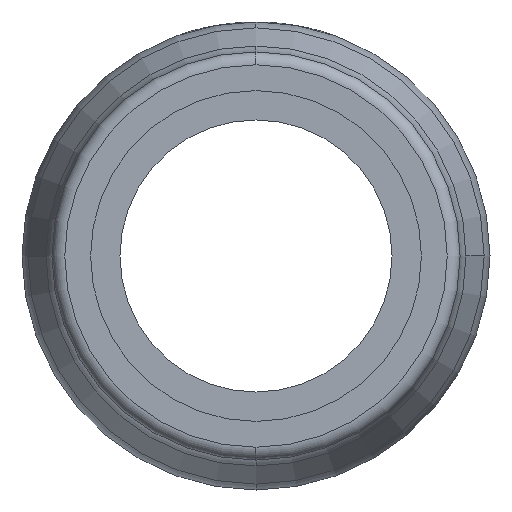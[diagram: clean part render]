
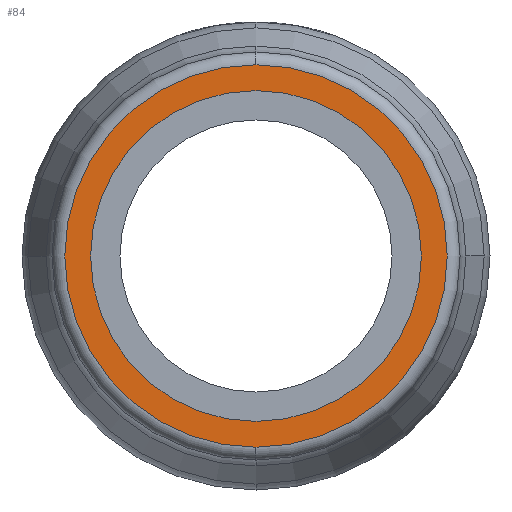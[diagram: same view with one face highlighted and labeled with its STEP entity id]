
A CAD part, left-side view. The second image highlights one B-rep face of the part: STEP entity #84.
In plain terms, the highlighted planar face has unit normal (-1, 0, 0).
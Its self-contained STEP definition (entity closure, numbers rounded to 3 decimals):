
#84=ADVANCED_FACE('',(#181,#182),#183,.F.);
#181=FACE_BOUND('',#298,.T.);
#182=FACE_OUTER_BOUND('',#299,.T.);
#183=PLANE('',#300);
#298=EDGE_LOOP('',(#641,#642));
#299=EDGE_LOOP('',(#643,#644,#645));
#300=AXIS2_PLACEMENT_3D('',#646,#647,#648);
#641=ORIENTED_EDGE('',*,*,#815,.F.);
#642=ORIENTED_EDGE('',*,*,#886,.F.);
#643=ORIENTED_EDGE('',*,*,#883,.T.);
#644=ORIENTED_EDGE('',*,*,#821,.T.);
#645=ORIENTED_EDGE('',*,*,#884,.T.);
#646=CARTESIAN_POINT('',(-40.91,-2.231,0.0));
#647=DIRECTION('',(1.0,0.,0.0));
#648=DIRECTION('',(0.,1.0,0.0));
#815=EDGE_CURVE('',#990,#993,#994,.T.);
#821=EDGE_CURVE('',#998,#1002,#1004,.T.);
#883=EDGE_CURVE('',#1106,#998,#1107,.T.);
#884=EDGE_CURVE('',#1002,#1106,#1108,.T.);
#886=EDGE_CURVE('',#993,#990,#1110,.T.);
#990=VERTEX_POINT('',#1296);
#993=VERTEX_POINT('',#1300);
#994=CIRCLE('',#1301,3.86);
#998=VERTEX_POINT('',#1306);
#1002=VERTEX_POINT('',#1310);
#1004=CIRCLE('',#1312,4.463);
#1106=VERTEX_POINT('',#1461);
#1107=CIRCLE('',#1462,4.463);
#1108=CIRCLE('',#1463,4.463);
#1110=CIRCLE('',#1465,3.86);
#1296=CARTESIAN_POINT('',(-40.91,3.86,0.0));
#1300=CARTESIAN_POINT('',(-40.91,-3.86,0.));
#1301=AXIS2_PLACEMENT_3D('',#1590,#1591,#1592);
#1306=CARTESIAN_POINT('',(-40.91,0.,4.463));
#1310=CARTESIAN_POINT('',(-40.91,0.,-4.463));
#1312=AXIS2_PLACEMENT_3D('',#1606,#1607,#1608);
#1461=CARTESIAN_POINT('',(-40.91,-4.463,0.0));
#1462=AXIS2_PLACEMENT_3D('',#1698,#1699,#1700);
#1463=AXIS2_PLACEMENT_3D('',#1701,#1702,#1703);
#1465=AXIS2_PLACEMENT_3D('',#1707,#1708,#1709);
#1590=CARTESIAN_POINT('',(-40.91,0.,0.0));
#1591=DIRECTION('',(-1.0,0.,0.0));
#1592=DIRECTION('',(0.,1.0,0.0));
#1606=CARTESIAN_POINT('',(-40.91,0.,0.0));
#1607=DIRECTION('',(-1.0,0.,0.0));
#1608=DIRECTION('',(0.,-1.0,0.0));
#1698=CARTESIAN_POINT('',(-40.91,0.,0.0));
#1699=DIRECTION('',(-1.0,0.,0.0));
#1700=DIRECTION('',(0.,-1.0,0.0));
#1701=CARTESIAN_POINT('',(-40.91,0.,0.0));
#1702=DIRECTION('',(-1.0,0.,0.0));
#1703=DIRECTION('',(0.,-1.0,0.0));
#1707=CARTESIAN_POINT('',(-40.91,0.,0.0));
#1708=DIRECTION('',(-1.0,0.,0.0));
#1709=DIRECTION('',(0.,1.0,0.0));
